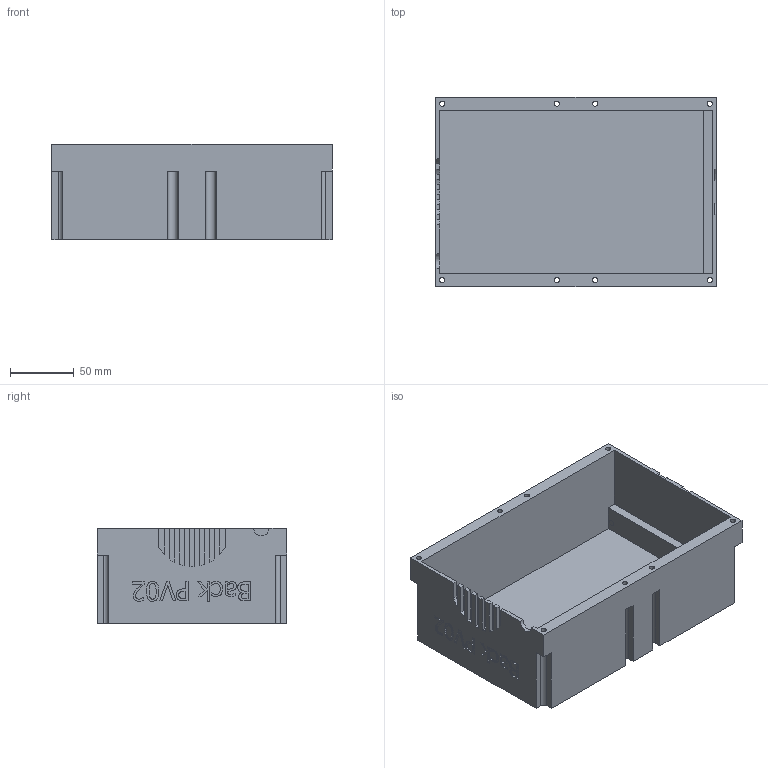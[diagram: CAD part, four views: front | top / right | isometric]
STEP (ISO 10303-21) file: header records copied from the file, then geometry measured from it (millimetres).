
FILE_DESCRIPTION(/* description */ (''),/* implementation_level */ '2;1');
FILE_NAME(/* name */ 'caseUpperPortion.stp',/* time_stamp */ '2022-06-07T10:07:23-07:00',/* author */ ('snobo'),/* organization */ (''),/* preprocessor_version */ 'ST-DEVELOPER v19',/* originating_system */ 'Autodesk Inventor 2023',/* authorisation */ '');
FILE_SCHEMA (('AUTOMOTIVE_DESIGN { 1 0 10303 214 3 1 1 }'));
Length unit declared in the file: millimetre
Products named in the file (1): caseUpperPortion
Bounding box: 220.7 x 149 x 75 mm (x, y, z)
Volume: 454692.9 mm3; surface area: 176002 mm2
Topology: 1 solids, 1 shells, 238 faces, 659 edges, 446 vertices
Faces by surface type: plane 137, bspline 73, cylinder 28
Full cylindrical faces by diameter (mm): 4.051 x8, 4.851 x2, 7 x4, 8 x4
Entity records: 8032 total; most frequent: CARTESIAN_POINT 2291, ORIENTED_EDGE 1314, DIRECTION 909, EDGE_CURVE 657, LINE 445, VECTOR 445, VERTEX_POINT 436, EDGE_LOOP 269
